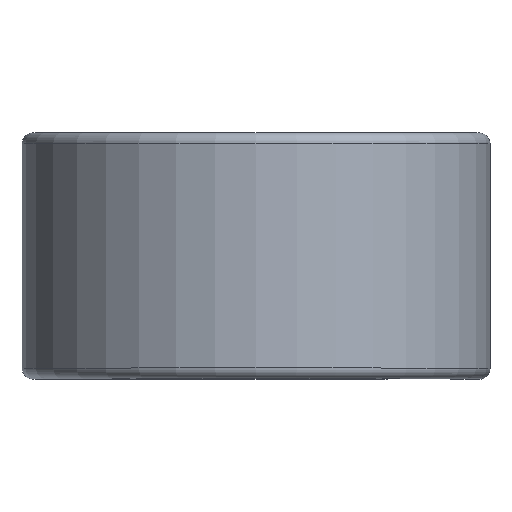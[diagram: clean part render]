
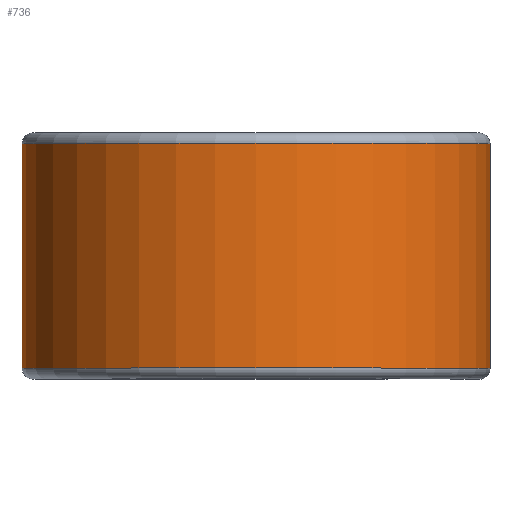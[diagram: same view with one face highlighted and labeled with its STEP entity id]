
A CAD part, top view. The second image highlights one B-rep face of the part: STEP entity #736.
In plain terms, the highlighted cylindrical face has radius 16.599 mm (diameter 33.198 mm), a partial arc.
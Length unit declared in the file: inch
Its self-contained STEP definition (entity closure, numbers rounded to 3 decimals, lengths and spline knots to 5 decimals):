
#54 = VERTEX_POINT ( 'NONE', #1195 ) ;
#66 = CIRCLE ( 'NONE', #497, 0.6535 ) ;
#105 = CARTESIAN_POINT ( 'NONE',  ( 0.6535, -0.31375, 0. ) ) ;
#124 = VECTOR ( 'NONE', #1481, 39.37008 ) ;
#132 = ORIENTED_EDGE ( 'NONE', *, *, #1559, .T. ) ;
#210 = VECTOR ( 'NONE', #688, 39.37008 ) ;
#250 = LINE ( 'NONE', #1307, #124 ) ;
#294 = LINE ( 'NONE', #676, #210 ) ;
#367 = VERTEX_POINT ( 'NONE', #1116 ) ;
#430 = ORIENTED_EDGE ( 'NONE', *, *, #1546, .T. ) ;
#490 = DIRECTION ( 'NONE',  ( 0., -1., 0. ) ) ;
#497 = AXIS2_PLACEMENT_3D ( 'NONE', #1926, #874, #2132 ) ;
#539 = CARTESIAN_POINT ( 'NONE',  ( 0.6535, 0.31375, 0. ) ) ;
#676 = CARTESIAN_POINT ( 'NONE',  ( 0.6535, 0.31375, 0. ) ) ;
#688 = DIRECTION ( 'NONE',  ( 0., 1., 0. ) ) ;
#725 = ORIENTED_EDGE ( 'NONE', *, *, #1520, .F. ) ;
#736 = ADVANCED_FACE ( 'NONE', ( #1120 ), #2073, .T. ) ;
#874 = DIRECTION ( 'NONE',  ( 0., -1., 0. ) ) ;
#931 = AXIS2_PLACEMENT_3D ( 'NONE', #1569, #490, #1749 ) ;
#966 = DIRECTION ( 'NONE',  ( 0., -1., 0. ) ) ;
#1116 = CARTESIAN_POINT ( 'NONE',  ( 0., -0.31375, -0.6535 ) ) ;
#1120 = FACE_OUTER_BOUND ( 'NONE', #1906, .T. ) ;
#1147 = CIRCLE ( 'NONE', #931, 0.6535 ) ;
#1195 = CARTESIAN_POINT ( 'NONE',  ( 0., 0.31375, -0.6535 ) ) ;
#1199 = EDGE_CURVE ( 'NONE', #367, #54, #250, .T. ) ;
#1265 = AXIS2_PLACEMENT_3D ( 'NONE', #1834, #966, #2038 ) ;
#1307 = CARTESIAN_POINT ( 'NONE',  ( 0., 0.31375, -0.6535 ) ) ;
#1481 = DIRECTION ( 'NONE',  ( 0., 1., 0. ) ) ;
#1520 = EDGE_CURVE ( 'NONE', #1923, #367, #1147, .T. ) ;
#1546 = EDGE_CURVE ( 'NONE', #1923, #1655, #294, .T. ) ;
#1559 = EDGE_CURVE ( 'NONE', #1655, #54, #66, .T. ) ;
#1569 = CARTESIAN_POINT ( 'NONE',  ( 0., -0.31375, 0. ) ) ;
#1655 = VERTEX_POINT ( 'NONE', #539 ) ;
#1737 = ORIENTED_EDGE ( 'NONE', *, *, #1199, .F. ) ;
#1749 = DIRECTION ( 'NONE',  ( 0., 0., -1. ) ) ;
#1834 = CARTESIAN_POINT ( 'NONE',  ( 0., 0.3125, 0. ) ) ;
#1906 = EDGE_LOOP ( 'NONE', ( #430, #132, #1737, #725 ) ) ;
#1923 = VERTEX_POINT ( 'NONE', #105 ) ;
#1926 = CARTESIAN_POINT ( 'NONE',  ( 0., 0.31375, 0. ) ) ;
#2038 = DIRECTION ( 'NONE',  ( 0., 0., -1. ) ) ;
#2073 = CYLINDRICAL_SURFACE ( 'NONE', #1265, 0.6535 ) ;
#2132 = DIRECTION ( 'NONE',  ( 0., 0., -1. ) ) ;
